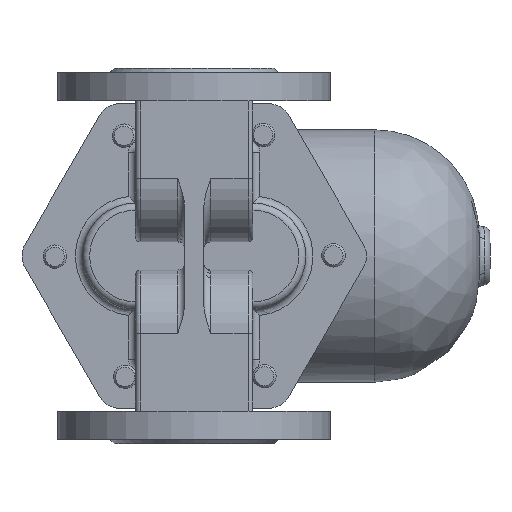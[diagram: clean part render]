
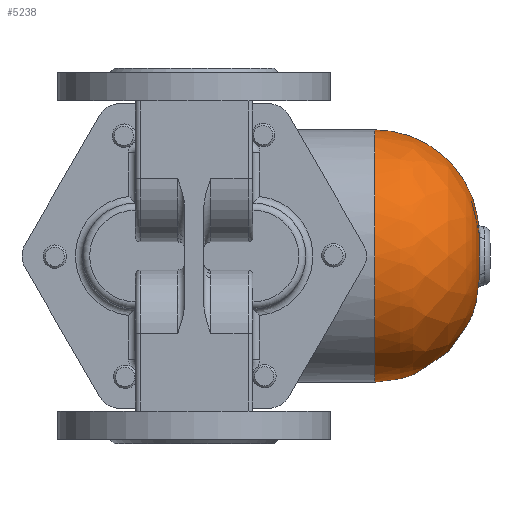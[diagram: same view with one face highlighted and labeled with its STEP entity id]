
A CAD part, front view. The second image highlights one B-rep face of the part: STEP entity #5238.
In plain terms, the highlighted free-form (B-spline) face has degree [2, 2] with [3, 9] control points.
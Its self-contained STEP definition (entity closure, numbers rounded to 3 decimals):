
#153=(
BOUNDED_SURFACE()
B_SPLINE_SURFACE(2,2,((#9820,#9821,#9822,#9823,#9824,#9825,#9826,#9827,
#9828),(#9829,#9830,#9831,#9832,#9833,#9834,#9835,#9836,#9837),(#9838,#9839,
#9840,#9841,#9842,#9843,#9844,#9845,#9846)),.UNSPECIFIED.,.F.,.T.,.F.)
B_SPLINE_SURFACE_WITH_KNOTS((3,3),(3,2,2,2,3),(0.,1.571),(-3.142,
-1.571,0.,1.571,3.142),.UNSPECIFIED.)
GEOMETRIC_REPRESENTATION_ITEM()
RATIONAL_B_SPLINE_SURFACE(((1.,0.707,1.,0.707,1.,
0.707,1.,0.707,1.),(0.707,0.5,
0.707,0.5,0.707,0.5,
0.707,0.5,0.707),(1.,0.707,
1.,0.707,1.,0.707,1.,0.707,1.)))
REPRESENTATION_ITEM('')
SURFACE()
);
#1241=FACE_OUTER_BOUND('',#1576,.T.);
#1576=EDGE_LOOP('',(#4202,#4203,#4204,#4205,#4206,#4207,#4208,#4209,#4210));
#1774=B_SPLINE_CURVE_WITH_KNOTS('',3,(#9723,#9724,#9725,#9726,#9727,#9728,
#9729,#9730,#9731,#9732),.UNSPECIFIED.,.F.,.F.,(4,1,1,1,1,1,1,4),(-6.421,
-5.708,-4.994,-4.28,-3.567,
-2.853,-2.139,-1.426),.UNSPECIFIED.);
#1776=B_SPLINE_CURVE_WITH_KNOTS('',3,(#9766,#9767,#9768,#9769,#9770),
 .UNSPECIFIED.,.F.,.F.,(4,1,4),(0.,0.806,
1.411),.UNSPECIFIED.);
#1777=B_SPLINE_CURVE_WITH_KNOTS('',3,(#9799,#9800,#9801,#9802,#9803),
 .UNSPECIFIED.,.F.,.F.,(4,1,4),(-11.077,-10.27,-9.666),
 .UNSPECIFIED.);
#2002=CIRCLE('',#5793,53.716);
#2003=CIRCLE('',#5794,53.716);
#2032=CIRCLE('',#5833,9.216);
#2033=CIRCLE('',#5834,44.5);
#2034=CIRCLE('',#5835,9.216);
#2361=VERTEX_POINT('',#9191);
#2362=VERTEX_POINT('',#9192);
#2415=VERTEX_POINT('',#9707);
#2418=VERTEX_POINT('',#9721);
#2419=VERTEX_POINT('',#9758);
#2422=VERTEX_POINT('',#9797);
#2425=VERTEX_POINT('',#9847);
#2977=EDGE_CURVE('',#2361,#2362,#2002,.T.);
#2979=EDGE_CURVE('',#2362,#2361,#2003,.T.);
#3040=EDGE_CURVE('',#2418,#2415,#1774,.T.);
#3043=EDGE_CURVE('',#2415,#2419,#1776,.T.);
#3045=EDGE_CURVE('',#2422,#2418,#1777,.T.);
#3053=EDGE_CURVE('',#2422,#2425,#2032,.T.);
#3054=EDGE_CURVE('',#2425,#2362,#2033,.T.);
#3055=EDGE_CURVE('',#2425,#2419,#2034,.T.);
#4202=ORIENTED_EDGE('',*,*,#3043,.F.);
#4203=ORIENTED_EDGE('',*,*,#3040,.F.);
#4204=ORIENTED_EDGE('',*,*,#3045,.F.);
#4205=ORIENTED_EDGE('',*,*,#3053,.T.);
#4206=ORIENTED_EDGE('',*,*,#3054,.T.);
#4207=ORIENTED_EDGE('',*,*,#2979,.T.);
#4208=ORIENTED_EDGE('',*,*,#2977,.T.);
#4209=ORIENTED_EDGE('',*,*,#3054,.F.);
#4210=ORIENTED_EDGE('',*,*,#3055,.T.);
#5238=ADVANCED_FACE('',(#1241),#153,.F.);
#5793=AXIS2_PLACEMENT_3D('',#9193,#6876,#6877);
#5794=AXIS2_PLACEMENT_3D('',#9195,#6879,#6880);
#5833=AXIS2_PLACEMENT_3D('',#9848,#6971,#6972);
#5834=AXIS2_PLACEMENT_3D('',#9849,#6973,#6974);
#5835=AXIS2_PLACEMENT_3D('',#9850,#6975,#6976);
#6876=DIRECTION('center_axis',(1.,0.,0.));
#6877=DIRECTION('ref_axis',(0.,-1.,0.));
#6879=DIRECTION('center_axis',(1.,0.,0.));
#6880=DIRECTION('ref_axis',(0.,-1.,0.));
#6971=DIRECTION('center_axis',(-1.,0.,0.));
#6972=DIRECTION('ref_axis',(0.,-1.,0.));
#6973=DIRECTION('center_axis',(0.,-1.,0.));
#6974=DIRECTION('ref_axis',(0.,0.,1.));
#6975=DIRECTION('center_axis',(-1.,0.,0.));
#6976=DIRECTION('ref_axis',(0.,-1.,0.));
#9191=CARTESIAN_POINT('',(76.75,45.064,0.));
#9192=CARTESIAN_POINT('',(76.75,98.78,53.716));
#9193=CARTESIAN_POINT('Origin',(76.75,98.78,0.));
#9195=CARTESIAN_POINT('Origin',(76.75,98.78,0.));
#9707=CARTESIAN_POINT('',(119.985,111.677,14.957));
#9721=CARTESIAN_POINT('',(119.985,111.677,-14.957));
#9723=CARTESIAN_POINT('Ctrl Pts',(119.985,111.677,-14.957));
#9724=CARTESIAN_POINT('Ctrl Pts',(119.625,113.913,-14.982));
#9725=CARTESIAN_POINT('Ctrl Pts',(118.824,118.385,-14.01));
#9726=CARTESIAN_POINT('Ctrl Pts',(117.727,123.828,-9.772));
#9727=CARTESIAN_POINT('Ctrl Pts',(117.066,126.903,-3.509));
#9728=CARTESIAN_POINT('Ctrl Pts',(117.064,126.907,3.51));
#9729=CARTESIAN_POINT('Ctrl Pts',(117.728,123.826,9.769));
#9730=CARTESIAN_POINT('Ctrl Pts',(118.824,118.386,14.012));
#9731=CARTESIAN_POINT('Ctrl Pts',(119.625,113.914,14.982));
#9732=CARTESIAN_POINT('Ctrl Pts',(119.985,111.677,14.957));
#9758=CARTESIAN_POINT('',(121.25,100.192,9.107));
#9766=CARTESIAN_POINT('Ctrl Pts',(119.985,111.677,14.957));
#9767=CARTESIAN_POINT('Ctrl Pts',(120.392,109.152,14.929));
#9768=CARTESIAN_POINT('Ctrl Pts',(121.026,104.755,13.644));
#9769=CARTESIAN_POINT('Ctrl Pts',(121.25,101.371,10.618));
#9770=CARTESIAN_POINT('Ctrl Pts',(121.25,100.192,9.107));
#9797=CARTESIAN_POINT('',(121.25,100.192,-9.107));
#9799=CARTESIAN_POINT('Ctrl Pts',(121.25,100.192,-9.107));
#9800=CARTESIAN_POINT('Ctrl Pts',(121.25,101.764,-11.121));
#9801=CARTESIAN_POINT('Ctrl Pts',(120.947,105.371,-13.97));
#9802=CARTESIAN_POINT('Ctrl Pts',(120.291,109.783,-14.936));
#9803=CARTESIAN_POINT('Ctrl Pts',(119.985,111.677,-14.957));
#9820=CARTESIAN_POINT('Ctrl Pts',(76.75,98.78,53.716));
#9821=CARTESIAN_POINT('Ctrl Pts',(76.75,45.064,53.716));
#9822=CARTESIAN_POINT('Ctrl Pts',(76.75,45.064,0.));
#9823=CARTESIAN_POINT('Ctrl Pts',(76.75,45.064,-53.716));
#9824=CARTESIAN_POINT('Ctrl Pts',(76.75,98.78,-53.716));
#9825=CARTESIAN_POINT('Ctrl Pts',(76.75,152.496,-53.716));
#9826=CARTESIAN_POINT('Ctrl Pts',(76.75,152.496,0.));
#9827=CARTESIAN_POINT('Ctrl Pts',(76.75,152.496,53.716));
#9828=CARTESIAN_POINT('Ctrl Pts',(76.75,98.78,53.716));
#9829=CARTESIAN_POINT('Ctrl Pts',(121.25,98.78,53.716));
#9830=CARTESIAN_POINT('Ctrl Pts',(121.25,45.064,53.716));
#9831=CARTESIAN_POINT('Ctrl Pts',(121.25,45.064,0.));
#9832=CARTESIAN_POINT('Ctrl Pts',(121.25,45.064,-53.716));
#9833=CARTESIAN_POINT('Ctrl Pts',(121.25,98.78,-53.716));
#9834=CARTESIAN_POINT('Ctrl Pts',(121.25,152.496,-53.716));
#9835=CARTESIAN_POINT('Ctrl Pts',(121.25,152.496,0.));
#9836=CARTESIAN_POINT('Ctrl Pts',(121.25,152.496,53.716));
#9837=CARTESIAN_POINT('Ctrl Pts',(121.25,98.78,53.716));
#9838=CARTESIAN_POINT('Ctrl Pts',(121.25,98.78,9.216));
#9839=CARTESIAN_POINT('Ctrl Pts',(121.25,89.564,9.216));
#9840=CARTESIAN_POINT('Ctrl Pts',(121.25,89.564,0.));
#9841=CARTESIAN_POINT('Ctrl Pts',(121.25,89.564,-9.216));
#9842=CARTESIAN_POINT('Ctrl Pts',(121.25,98.78,-9.216));
#9843=CARTESIAN_POINT('Ctrl Pts',(121.25,107.996,-9.216));
#9844=CARTESIAN_POINT('Ctrl Pts',(121.25,107.996,0.));
#9845=CARTESIAN_POINT('Ctrl Pts',(121.25,107.996,9.216));
#9846=CARTESIAN_POINT('Ctrl Pts',(121.25,98.78,9.216));
#9847=CARTESIAN_POINT('',(121.25,98.78,9.216));
#9848=CARTESIAN_POINT('Origin',(121.25,98.78,0.));
#9849=CARTESIAN_POINT('Origin',(76.75,98.78,9.216));
#9850=CARTESIAN_POINT('Origin',(121.25,98.78,0.));
